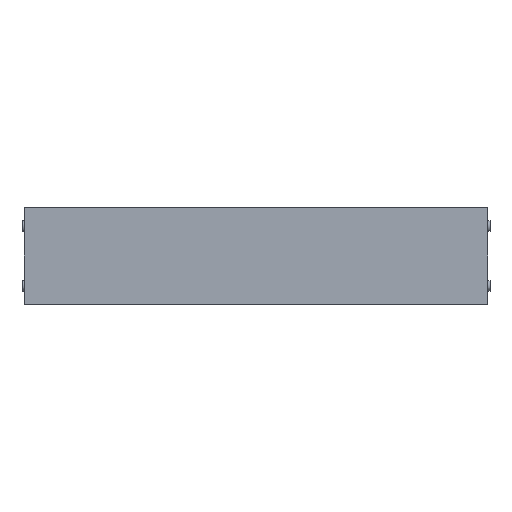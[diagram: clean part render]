
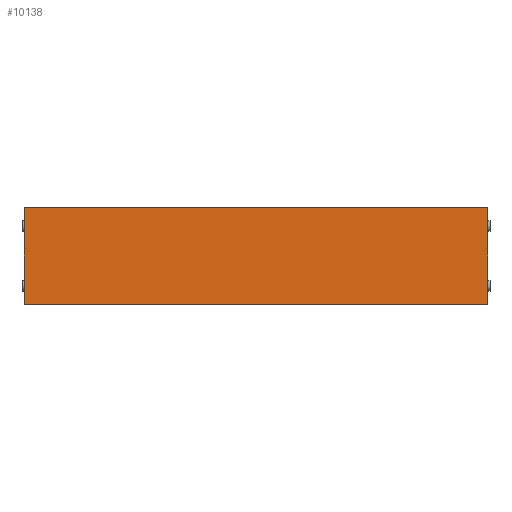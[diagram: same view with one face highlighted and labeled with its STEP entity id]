
A CAD part, front view. The second image highlights one B-rep face of the part: STEP entity #10138.
In plain terms, the highlighted planar face has unit normal (0, -1, 0).
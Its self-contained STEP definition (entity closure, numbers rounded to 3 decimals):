
#23 = CARTESIAN_POINT ( 'NONE',  ( -311., -20., 65. ) ) ;
#75 = CARTESIAN_POINT ( 'NONE',  ( 311., -20., 65. ) ) ;
#511 = DIRECTION ( 'NONE',  ( 1., 0., 0. ) ) ;
#951 = VERTEX_POINT ( 'NONE', #8807 ) ;
#1402 = VERTEX_POINT ( 'NONE', #8615 ) ;
#1589 = ORIENTED_EDGE ( 'NONE', *, *, #9712, .T. ) ;
#2269 = DIRECTION ( 'NONE',  ( 0., 0., -1. ) ) ;
#2485 = VERTEX_POINT ( 'NONE', #8116 ) ;
#2734 = DIRECTION ( 'NONE',  ( 0., 0., -1. ) ) ;
#2775 = EDGE_CURVE ( 'NONE', #4021, #951, #3294, .T. ) ;
#3153 = PLANE ( 'NONE',  #4497 ) ;
#3294 = LINE ( 'NONE', #75, #10874 ) ;
#3897 = VECTOR ( 'NONE', #511, 1000. ) ;
#3904 = VECTOR ( 'NONE', #4772, 1000. ) ;
#3998 = ORIENTED_EDGE ( 'NONE', *, *, #4220, .T. ) ;
#4021 = VERTEX_POINT ( 'NONE', #6989 ) ;
#4220 = EDGE_CURVE ( 'NONE', #951, #2485, #11086, .T. ) ;
#4497 = AXIS2_PLACEMENT_3D ( 'NONE', #7611, #8552, #2269 ) ;
#4772 = DIRECTION ( 'NONE',  ( -1., 0., 0. ) ) ;
#4830 = CARTESIAN_POINT ( 'NONE',  ( -311., -20., 65. ) ) ;
#5576 = VECTOR ( 'NONE', #2734, 1000. ) ;
#5963 = LINE ( 'NONE', #6798, #3897 ) ;
#6039 = DIRECTION ( 'NONE',  ( 0., 0., 1. ) ) ;
#6798 = CARTESIAN_POINT ( 'NONE',  ( -311., -20., -65. ) ) ;
#6989 = CARTESIAN_POINT ( 'NONE',  ( 311., -20., -65. ) ) ;
#7609 = EDGE_CURVE ( 'NONE', #2485, #1402, #8142, .T. ) ;
#7611 = CARTESIAN_POINT ( 'NONE',  ( 0., -20., 0. ) ) ;
#7980 = EDGE_LOOP ( 'NONE', ( #10756, #1589, #8001, #3998 ) ) ;
#8001 = ORIENTED_EDGE ( 'NONE', *, *, #2775, .T. ) ;
#8116 = CARTESIAN_POINT ( 'NONE',  ( -311., -20., 65. ) ) ;
#8142 = LINE ( 'NONE', #23, #5576 ) ;
#8552 = DIRECTION ( 'NONE',  ( 0., -1., 0. ) ) ;
#8615 = CARTESIAN_POINT ( 'NONE',  ( -311., -20., -65. ) ) ;
#8807 = CARTESIAN_POINT ( 'NONE',  ( 311., -20., 65. ) ) ;
#9712 = EDGE_CURVE ( 'NONE', #1402, #4021, #5963, .T. ) ;
#10138 = ADVANCED_FACE ( 'NONE', ( #10193 ), #3153, .T. ) ;
#10193 = FACE_OUTER_BOUND ( 'NONE', #7980, .T. ) ;
#10756 = ORIENTED_EDGE ( 'NONE', *, *, #7609, .T. ) ;
#10874 = VECTOR ( 'NONE', #6039, 1000. ) ;
#11086 = LINE ( 'NONE', #4830, #3904 ) ;
